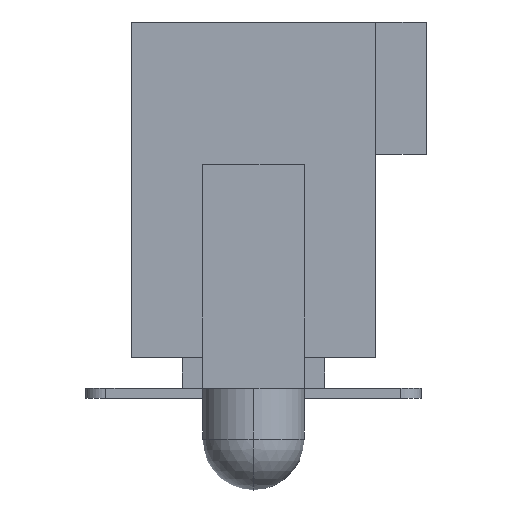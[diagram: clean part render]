
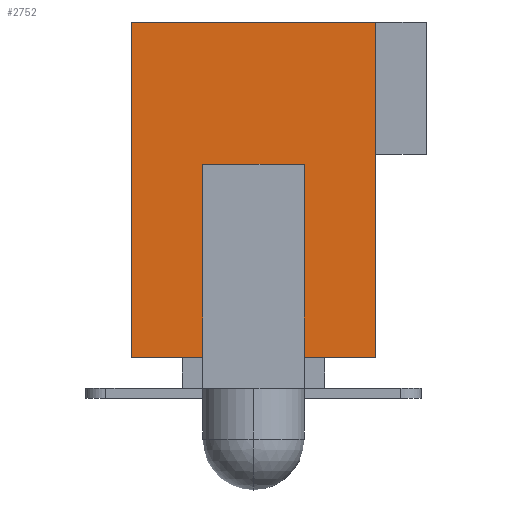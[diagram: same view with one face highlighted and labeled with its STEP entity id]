
A CAD part, left-side view. The second image highlights one B-rep face of the part: STEP entity #2752.
In plain terms, the highlighted free-form (B-spline) face has degree [1, 1] with [2, 2] control points.
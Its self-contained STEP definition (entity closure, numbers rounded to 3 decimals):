
#2550=CARTESIAN_POINT('',(-3.365,-1.524,4.699));
#2551=VERTEX_POINT('',#2550);
#2552=CARTESIAN_POINT('',(-3.365,1.524,4.699));
#2553=VERTEX_POINT('',#2552);
#2554=CARTESIAN_POINT('',(-3.365,-1.524,4.699));
#2555=DIRECTION('',(0.0,1.0,0.0));
#2556=VECTOR('',#2555,3.048);
#2557=LINE('',#2554,#2556);
#2558=EDGE_CURVE('',#2551,#2553,#2557,.T.);
#2650=CARTESIAN_POINT('',(-3.365,1.524,0.508));
#2651=VERTEX_POINT('',#2650);
#2652=CARTESIAN_POINT('',(-3.365,-1.524,0.508));
#2653=VERTEX_POINT('',#2652);
#2654=CARTESIAN_POINT('',(-3.365,1.524,0.508));
#2655=DIRECTION('',(0.0,-1.0,0.0));
#2656=VECTOR('',#2655,3.048);
#2657=LINE('',#2654,#2656);
#2658=EDGE_CURVE('',#2651,#2653,#2657,.T.);
#2697=CARTESIAN_POINT('',(-3.365,-1.524,4.699));
#2698=DIRECTION('',(0.0,0.0,-1.0));
#2699=VECTOR('',#2698,4.191);
#2700=LINE('',#2697,#2699);
#2701=EDGE_CURVE('',#2551,#2653,#2700,.T.);
#2729=CARTESIAN_POINT('',(-3.365,1.524,4.699));
#2730=DIRECTION('',(0.0,0.0,-1.0));
#2731=VECTOR('',#2730,4.191);
#2732=LINE('',#2729,#2731);
#2733=EDGE_CURVE('',#2553,#2651,#2732,.T.);
#2741=CARTESIAN_POINT('',(-3.365,1.524,0.508));
#2742=CARTESIAN_POINT('',(-3.365,1.524,4.699));
#2743=CARTESIAN_POINT('',(-3.365,-1.524,0.508));
#2744=CARTESIAN_POINT('',(-3.365,-1.524,4.699));
#2745=B_SPLINE_SURFACE_WITH_KNOTS('',1,1,((#2741,#2743),(#2742,#2744)),.UNSPECIFIED.,.F.,.F.,.U.,(2,2),(2,2),(0.0,4.191),(0.0,3.048),.UNSPECIFIED.);
#2746=ORIENTED_EDGE('',*,*,#2701,.F.);
#2747=ORIENTED_EDGE('',*,*,#2558,.T.);
#2748=ORIENTED_EDGE('',*,*,#2733,.T.);
#2749=ORIENTED_EDGE('',*,*,#2658,.T.);
#2750=EDGE_LOOP('',(#2746,#2747,#2748,#2749));
#2751=FACE_OUTER_BOUND('',#2750,.T.);
#2752=ADVANCED_FACE('',(#2751),#2745,.F.);
